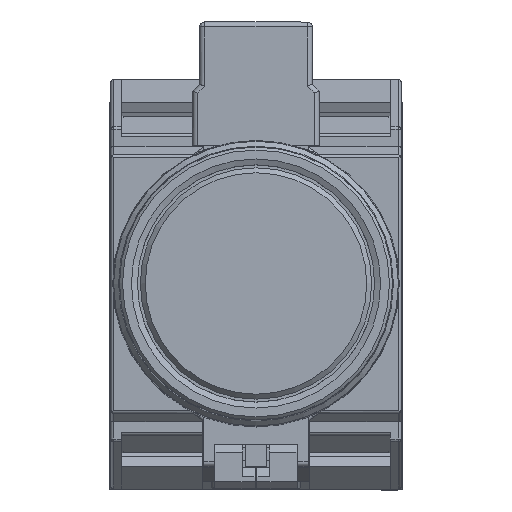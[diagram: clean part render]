
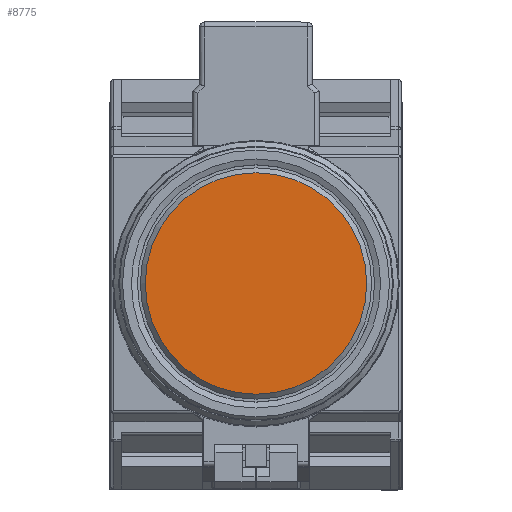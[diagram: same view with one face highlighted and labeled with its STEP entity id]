
A CAD part, top view. The second image highlights one B-rep face of the part: STEP entity #8775.
In plain terms, the highlighted planar face has unit normal (0, 0, 1).
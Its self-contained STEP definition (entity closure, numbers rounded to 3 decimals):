
#339 = CARTESIAN_POINT ( 'NONE',  ( 0., 0., 13. ) ) ;
#455 = FACE_OUTER_BOUND ( 'NONE', #16278, .T. ) ;
#2098 = PLANE ( 'NONE',  #22262 ) ;
#5043 = EDGE_CURVE ( 'NONE', #22162, #22162, #5117, .T. ) ;
#5117 = CIRCLE ( 'NONE', #14333, 11.2 ) ;
#5311 = CARTESIAN_POINT ( 'NONE',  ( 0., 11.2, 13. ) ) ;
#8619 = DIRECTION ( 'NONE',  ( 0., 0., -1. ) ) ;
#8775 = ADVANCED_FACE ( 'NONE', ( #455 ), #2098, .T. ) ;
#11152 = ORIENTED_EDGE ( 'NONE', *, *, #5043, .F. ) ;
#12141 = DIRECTION ( 'NONE',  ( 0., -1., 0. ) ) ;
#14120 = CARTESIAN_POINT ( 'NONE',  ( 0., 0., 13. ) ) ;
#14333 = AXIS2_PLACEMENT_3D ( 'NONE', #14120, #8619, #17905 ) ;
#15424 = DIRECTION ( 'NONE',  ( 0., 0., 1. ) ) ;
#16278 = EDGE_LOOP ( 'NONE', ( #11152 ) ) ;
#17905 = DIRECTION ( 'NONE',  ( 0., 1., 0. ) ) ;
#22162 = VERTEX_POINT ( 'NONE', #5311 ) ;
#22262 = AXIS2_PLACEMENT_3D ( 'NONE', #339, #15424, #12141 ) ;
